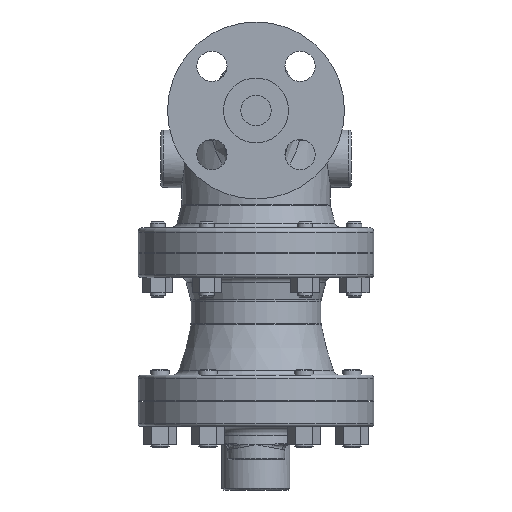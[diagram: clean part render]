
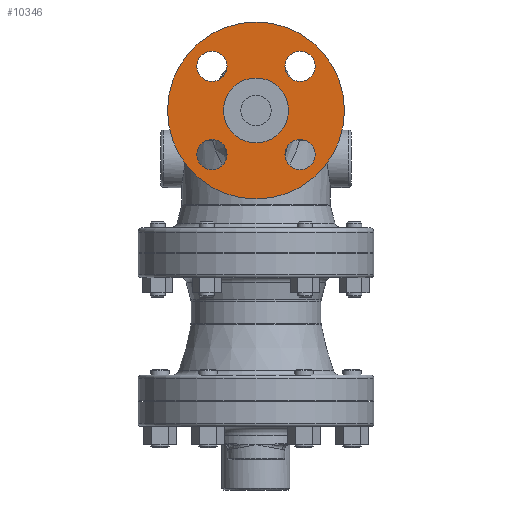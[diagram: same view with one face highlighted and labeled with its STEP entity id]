
A CAD part, left-side view. The second image highlights one B-rep face of the part: STEP entity #10346.
In plain terms, the highlighted planar face has unit normal (-1, 0, 0).
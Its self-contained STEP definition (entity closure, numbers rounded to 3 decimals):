
#278=CARTESIAN_POINT('',(-134.9,0.,133.5));
#279=VERTEX_POINT('',#278);
#280=CARTESIAN_POINT('',(-134.9,0.0,192.));
#281=DIRECTION('',(1.0,0.0,0.0));
#282=DIRECTION('',(0.0,-1.0,0.0));
#283=AXIS2_PLACEMENT_3D('',#280,#281,#282);
#284=CIRCLE('',#283,58.5);
#285=EDGE_CURVE('',#279,#279,#284,.T.);
#10220=CARTESIAN_POINT('',(-134.9,-19.168,221.168));
#10221=VERTEX_POINT('',#10220);
#10222=CARTESIAN_POINT('',(-134.9,-29.168,221.168));
#10223=DIRECTION('',(1.0,0.0,0.0));
#10224=DIRECTION('',(0.0,1.0,0.0));
#10225=AXIS2_PLACEMENT_3D('',#10222,#10223,#10224);
#10226=CIRCLE('',#10225,10.0);
#10227=EDGE_CURVE('',#10221,#10221,#10226,.T.);
#10240=CARTESIAN_POINT('',(-134.9,-29.168,172.832));
#10241=VERTEX_POINT('',#10240);
#10242=CARTESIAN_POINT('',(-134.9,-29.168,162.832));
#10243=DIRECTION('',(1.0,0.0,0.0));
#10244=DIRECTION('',(0.0,0.0,1.0));
#10245=AXIS2_PLACEMENT_3D('',#10242,#10243,#10244);
#10246=CIRCLE('',#10245,10.0);
#10247=EDGE_CURVE('',#10241,#10241,#10246,.T.);
#10260=CARTESIAN_POINT('',(-134.9,19.168,162.832));
#10261=VERTEX_POINT('',#10260);
#10262=CARTESIAN_POINT('',(-134.9,29.168,162.832));
#10263=DIRECTION('',(1.0,0.0,0.0));
#10264=DIRECTION('',(0.0,-1.0,0.0));
#10265=AXIS2_PLACEMENT_3D('',#10262,#10263,#10264);
#10266=CIRCLE('',#10265,10.0);
#10267=EDGE_CURVE('',#10261,#10261,#10266,.T.);
#10280=CARTESIAN_POINT('',(-134.9,29.168,211.168));
#10281=VERTEX_POINT('',#10280);
#10282=CARTESIAN_POINT('',(-134.9,29.168,221.168));
#10283=DIRECTION('',(1.0,0.0,0.0));
#10284=DIRECTION('',(0.0,0.0,-1.0));
#10285=AXIS2_PLACEMENT_3D('',#10282,#10283,#10284);
#10286=CIRCLE('',#10285,10.0);
#10287=EDGE_CURVE('',#10281,#10281,#10286,.T.);
#10300=CARTESIAN_POINT('',(-134.9,0.,170.55));
#10301=VERTEX_POINT('',#10300);
#10302=CARTESIAN_POINT('',(-134.9,0.0,192.));
#10303=DIRECTION('',(1.0,0.0,0.0));
#10304=DIRECTION('',(0.0,0.0,1.0));
#10305=AXIS2_PLACEMENT_3D('',#10302,#10303,#10304);
#10306=CIRCLE('',#10305,21.45);
#10307=EDGE_CURVE('',#10301,#10301,#10306,.T.);
#10323=CARTESIAN_POINT('',(-134.9,0.0,192.));
#10324=DIRECTION('',(-1.0,0.0,0.0));
#10325=DIRECTION('',(0.0,0.0,1.0));
#10326=AXIS2_PLACEMENT_3D('',#10323,#10324,#10325);
#10327=PLANE('',#10326);
#10328=ORIENTED_EDGE('',*,*,#285,.F.);
#10329=EDGE_LOOP('',(#10328));
#10330=FACE_OUTER_BOUND('',#10329,.T.);
#10331=ORIENTED_EDGE('',*,*,#10227,.T.);
#10332=EDGE_LOOP('',(#10331));
#10333=FACE_BOUND('',#10332,.T.);
#10334=ORIENTED_EDGE('',*,*,#10247,.T.);
#10335=EDGE_LOOP('',(#10334));
#10336=FACE_BOUND('',#10335,.T.);
#10337=ORIENTED_EDGE('',*,*,#10267,.T.);
#10338=EDGE_LOOP('',(#10337));
#10339=FACE_BOUND('',#10338,.T.);
#10340=ORIENTED_EDGE('',*,*,#10287,.T.);
#10341=EDGE_LOOP('',(#10340));
#10342=FACE_BOUND('',#10341,.T.);
#10343=ORIENTED_EDGE('',*,*,#10307,.T.);
#10344=EDGE_LOOP('',(#10343));
#10345=FACE_BOUND('',#10344,.T.);
#10346=ADVANCED_FACE('',(#10330,#10333,#10336,#10339,#10342,#10345),#10327,.T.);
